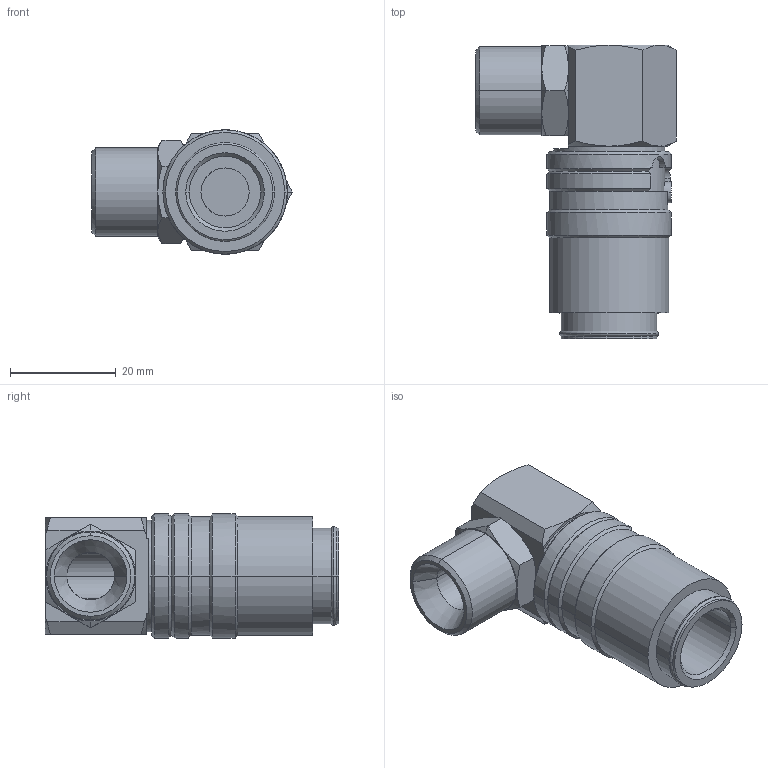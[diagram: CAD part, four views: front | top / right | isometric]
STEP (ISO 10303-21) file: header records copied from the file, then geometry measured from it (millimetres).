
FILE_DESCRIPTION(('STEP AP214'),'1');
FILE_NAME('eshte38al90.stp','2020-04-22T06:07:08',('TraceParts'),('TraceParts S.A.'),'Spatial InterOp 3D',' ',' ');
FILE_SCHEMA(('automotive_design'));
Length unit declared in the file: millimetre
Products named in the file (1): 1
Bounding box: 37.9 x 55.5 x 23.5 mm (x, y, z)
Volume: 19054.9 mm3; surface area: 8065.7 mm2
Topology: 1 solids, 1 shells, 113 faces, 271 edges, 165 vertices
Faces by surface type: cone 46, plane 32, cylinder 31, torus 4
Entity records: 4707 total; most frequent: CARTESIAN_POINT 1279, ORIENTED_EDGE 542, DIRECTION 527, EDGE_CURVE 271, AXIS2_PLACEMENT_3D 216, VERTEX_POINT 165, EDGE_LOOP 120, STYLED_ITEM 113
